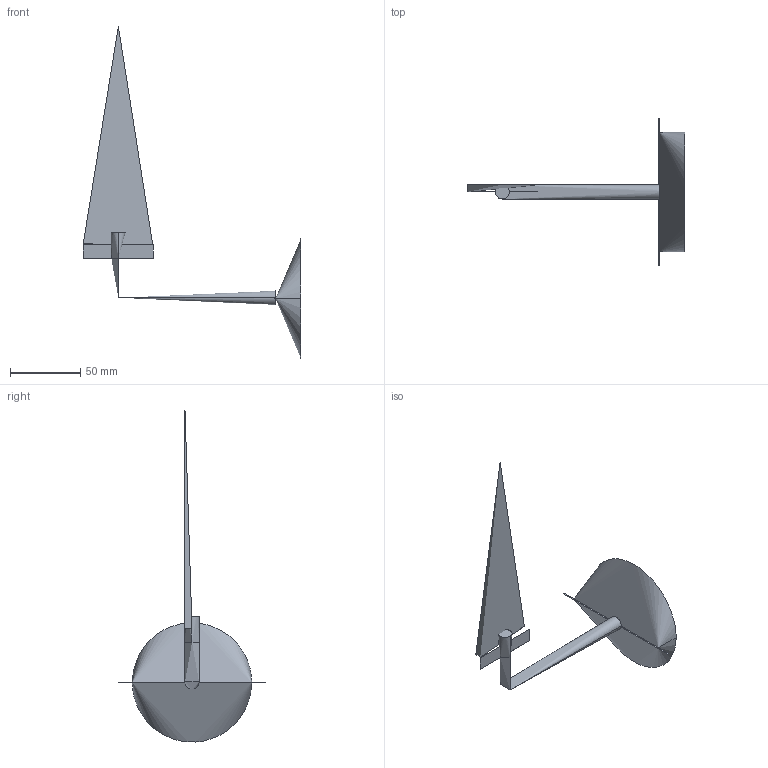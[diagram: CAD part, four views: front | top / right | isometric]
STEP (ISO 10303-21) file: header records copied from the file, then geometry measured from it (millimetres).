
FILE_DESCRIPTION(/* description */ (''),/* implementation_level */ '2;1');
FILE_NAME(/* name */ '1744.35_BOMBO',/* time_stamp */ '2023-01-16T18:26:17+01:00',/* author */ (''),/* organization */ (''),/* preprocessor_version */ 'ST-DEVELOPER v16.5',/* originating_system */ 'Rhino 7.15',/* authorisation */ '');
FILE_SCHEMA (('CONFIG_CONTROL_DESIGN'));
Length unit declared in the file: millimetre
Products named in the file (1): Document
Bounding box: 155 x 105 x 236.66 mm (x, y, z)
Surface area: 158142 mm2 (no closed solid volume)
Topology: 0 solids, 13 shells, 31 faces, 84 edges, 72 vertices
Faces by surface type: plane 13, cylinder 12, bspline 6
Entity records: 1404 total; most frequent: CARTESIAN_POINT 868, ORIENTED_EDGE 98, EDGE_CURVE 62, VERTEX_POINT 46, EDGE_LOOP 36, DIRECTION 35, ADVANCED_FACE 31, FACE_OUTER_BOUND 31
